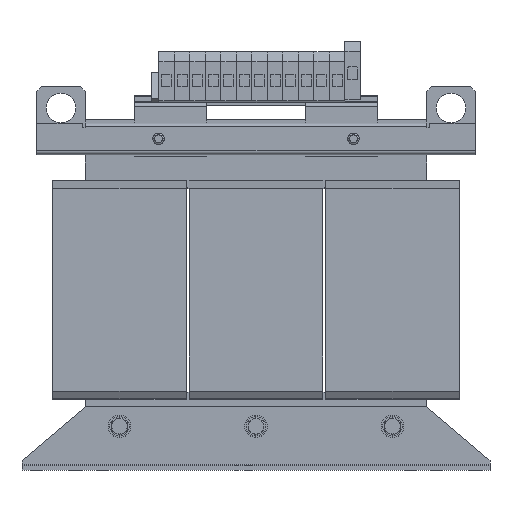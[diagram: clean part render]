
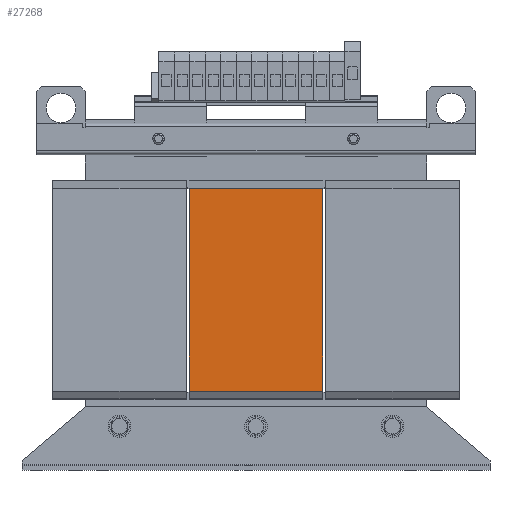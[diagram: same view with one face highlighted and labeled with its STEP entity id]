
A CAD part, top view. The second image highlights one B-rep face of the part: STEP entity #27268.
In plain terms, the highlighted planar face has unit normal (0, 0, 1).
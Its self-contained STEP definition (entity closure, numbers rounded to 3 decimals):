
#3066 = LINE ( 'NONE', #21467, #25640 ) ;
#4204 = CARTESIAN_POINT ( 'NONE',  ( -68.5, 104., 70. ) ) ;
#6053 = DIRECTION ( 'NONE',  ( -1., 0., 0. ) ) ;
#6056 = LINE ( 'NONE', #33624, #30807 ) ;
#6126 = VECTOR ( 'NONE', #35057, 1000. ) ;
#6969 = LINE ( 'NONE', #17270, #34426 ) ;
#7235 = CARTESIAN_POINT ( 'NONE',  ( 68.5, -104., 70. ) ) ;
#8427 = EDGE_LOOP ( 'NONE', ( #21631, #29987, #17856, #20415 ) ) ;
#9528 = CARTESIAN_POINT ( 'NONE',  ( 68.5, 104., 70. ) ) ;
#11432 = VERTEX_POINT ( 'NONE', #16033 ) ;
#12572 = DIRECTION ( 'NONE',  ( 0., 0., -1. ) ) ;
#12751 = EDGE_CURVE ( 'Defeature ausgef�hrt2_50+Defeature ausgef�hrt2_46+Defeature ausgef�hrt2_45+Defeature ausgef�hrt2_47', #34730, #20773, #6056, .T. ) ;
#13053 = FACE_OUTER_BOUND ( 'NONE', #8427, .T. ) ;
#16033 = CARTESIAN_POINT ( 'NONE',  ( -68.5, -104., 70. ) ) ;
#17270 = CARTESIAN_POINT ( 'NONE',  ( 68.5, 104., 70. ) ) ;
#17856 = ORIENTED_EDGE ( 'NONE', *, *, #12751, .F. ) ;
#20415 = ORIENTED_EDGE ( 'NONE', *, *, #29495, .T. ) ;
#20773 = VERTEX_POINT ( 'NONE', #7235 ) ;
#20780 = VERTEX_POINT ( 'NONE', #4204 ) ;
#21038 = LINE ( 'NONE', #29414, #6126 ) ;
#21467 = CARTESIAN_POINT ( 'NONE',  ( -68.5, 104., 70. ) ) ;
#21631 = ORIENTED_EDGE ( 'NONE', *, *, #26652, .T. ) ;
#21961 = DIRECTION ( 'NONE',  ( 0., -1., 0. ) ) ;
#25640 = VECTOR ( 'NONE', #32738, 1000. ) ;
#26652 = EDGE_CURVE ( 'Defeature ausgef�hrt2_46+Defeature ausgef�hrt2_51+Defeature ausgef�hrt2_45+Defeature ausgef�hrt2_47', #20780, #11432, #3066, .T. ) ;
#27268 = ADVANCED_FACE ( 'Defeature ausgef�hrt2_46', ( #13053 ), #27303, .F. ) ;
#27303 = PLANE ( 'NONE',  #34312 ) ;
#29414 = CARTESIAN_POINT ( 'NONE',  ( 68.5, -104., 70. ) ) ;
#29495 = EDGE_CURVE ( 'Defeature ausgef�hrt2_46+Defeature ausgef�hrt2_45+Defeature ausgef�hrt2_50+Defeature ausgef�hrt2_51', #34730, #20780, #6969, .T. ) ;
#29987 = ORIENTED_EDGE ( 'NONE', *, *, #36043, .F. ) ;
#30807 = VECTOR ( 'NONE', #21961, 1000. ) ;
#32699 = DIRECTION ( 'NONE',  ( 0., 1., 0. ) ) ;
#32738 = DIRECTION ( 'NONE',  ( 0., -1., 0. ) ) ;
#33624 = CARTESIAN_POINT ( 'NONE',  ( 68.5, 104., 70. ) ) ;
#33660 = CARTESIAN_POINT ( 'NONE',  ( 68.5, 104., 70. ) ) ;
#34312 = AXIS2_PLACEMENT_3D ( 'NONE', #9528, #12572, #32699 ) ;
#34426 = VECTOR ( 'NONE', #6053, 1000. ) ;
#34730 = VERTEX_POINT ( 'NONE', #33660 ) ;
#35057 = DIRECTION ( 'NONE',  ( -1., 0., 0. ) ) ;
#36043 = EDGE_CURVE ( 'Defeature ausgef�hrt2_47+Defeature ausgef�hrt2_46+Defeature ausgef�hrt2_50+Defeature ausgef�hrt2_51', #20773, #11432, #21038, .T. ) ;
